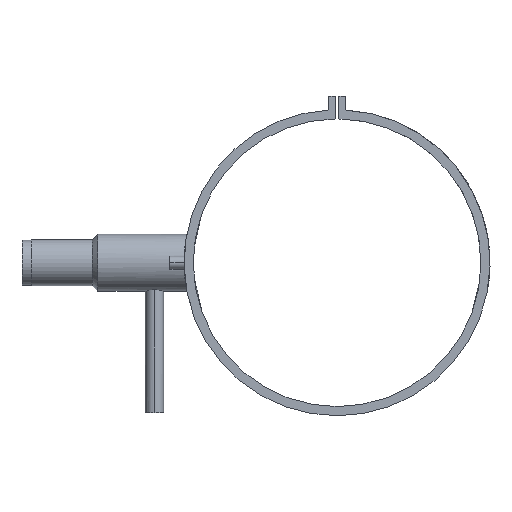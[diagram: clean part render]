
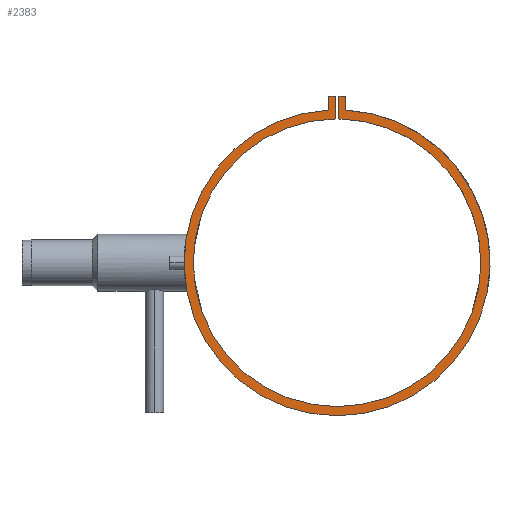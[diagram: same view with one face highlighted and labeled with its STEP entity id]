
A CAD part, left-side view. The second image highlights one B-rep face of the part: STEP entity #2383.
In plain terms, the highlighted planar face has unit normal (-1, 0, 0).
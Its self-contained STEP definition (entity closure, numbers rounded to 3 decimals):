
#245 = EDGE_CURVE ( 'NONE', #259, #800, #1449, .T. ) ;
#259 = VERTEX_POINT ( 'NONE', #710 ) ;
#262 = CARTESIAN_POINT ( 'NONE',  ( -80., 0., 0. ) ) ;
#316 = EDGE_CURVE ( 'NONE', #1632, #2189, #1472, .T. ) ;
#343 = CARTESIAN_POINT ( 'NONE',  ( -80., -9., 182.258 ) ) ;
#391 = EDGE_CURVE ( 'NONE', #800, #397, #922, .T. ) ;
#397 = VERTEX_POINT ( 'NONE', #718 ) ;
#492 = DIRECTION ( 'NONE',  ( 0., -1., 0. ) ) ;
#494 = DIRECTION ( 'NONE',  ( 0., -1., 0. ) ) ;
#505 = EDGE_CURVE ( 'NONE', #1126, #1476, #579, .T. ) ;
#542 = ORIENTED_EDGE ( 'NONE', *, *, #505, .F. ) ;
#550 = AXIS2_PLACEMENT_3D ( 'NONE', #760, #1506, #2243 ) ;
#555 = CIRCLE ( 'NONE', #550, 157.5 ) ;
#561 = CARTESIAN_POINT ( 'NONE',  ( -80., 2., 182.258 ) ) ;
#579 = LINE ( 'NONE', #1345, #1101 ) ;
#597 = DIRECTION ( 'NONE',  ( 1., 0., 0. ) ) ;
#598 = VECTOR ( 'NONE', #1144, 1000. ) ;
#681 = EDGE_CURVE ( 'NONE', #1476, #1341, #1451, .T. ) ;
#710 = CARTESIAN_POINT ( 'NONE',  ( -80., 9., 182.258 ) ) ;
#718 = CARTESIAN_POINT ( 'NONE',  ( -80., 2., 157.487 ) ) ;
#760 = CARTESIAN_POINT ( 'NONE',  ( -80., 0., 0. ) ) ;
#783 = EDGE_CURVE ( 'NONE', #1341, #1632, #2056, .T. ) ;
#784 = DIRECTION ( 'NONE',  ( 0., 0., 1. ) ) ;
#799 = EDGE_CURVE ( 'NONE', #397, #1126, #555, .T. ) ;
#800 = VERTEX_POINT ( 'NONE', #561 ) ;
#822 = VECTOR ( 'NONE', #494, 1000. ) ;
#843 = CARTESIAN_POINT ( 'NONE',  ( -80., -2., 157.487 ) ) ;
#922 = LINE ( 'NONE', #1649, #1319 ) ;
#1073 = DIRECTION ( 'NONE',  ( 1., 0., 0. ) ) ;
#1101 = VECTOR ( 'NONE', #2084, 1000. ) ;
#1126 = VERTEX_POINT ( 'NONE', #843 ) ;
#1142 = AXIS2_PLACEMENT_3D ( 'NONE', #262, #1073, #1804 ) ;
#1144 = DIRECTION ( 'NONE',  ( 0., 0., -1. ) ) ;
#1234 = CARTESIAN_POINT ( 'NONE',  ( -80., -9., 182.258 ) ) ;
#1252 = FACE_OUTER_BOUND ( 'NONE', #2299, .T. ) ;
#1266 = CARTESIAN_POINT ( 'NONE',  ( -80., -9., 167.258 ) ) ;
#1319 = VECTOR ( 'NONE', #2372, 1000. ) ;
#1341 = VERTEX_POINT ( 'NONE', #1234 ) ;
#1345 = CARTESIAN_POINT ( 'NONE',  ( -80., -2., 182.258 ) ) ;
#1363 = DIRECTION ( 'NONE',  ( 0., 0., -1. ) ) ;
#1403 = VECTOR ( 'NONE', #784, 1000. ) ;
#1440 = AXIS2_PLACEMENT_3D ( 'NONE', #2275, #597, #1363 ) ;
#1449 = LINE ( 'NONE', #2190, #1591 ) ;
#1451 = LINE ( 'NONE', #2192, #822 ) ;
#1472 = CIRCLE ( 'NONE', #1440, 167.5 ) ;
#1476 = VERTEX_POINT ( 'NONE', #2340 ) ;
#1506 = DIRECTION ( 'NONE',  ( -1., 0., 0. ) ) ;
#1531 = ORIENTED_EDGE ( 'NONE', *, *, #799, .F. ) ;
#1591 = VECTOR ( 'NONE', #492, 1000. ) ;
#1632 = VERTEX_POINT ( 'NONE', #1266 ) ;
#1649 = CARTESIAN_POINT ( 'NONE',  ( -80., 2., 182.258 ) ) ;
#1708 = LINE ( 'NONE', #2425, #1403 ) ;
#1798 = EDGE_CURVE ( 'NONE', #2189, #259, #1708, .T. ) ;
#1804 = DIRECTION ( 'NONE',  ( 0., 0., -1. ) ) ;
#1839 = ORIENTED_EDGE ( 'NONE', *, *, #316, .F. ) ;
#1988 = PLANE ( 'NONE',  #1142 ) ;
#2056 = LINE ( 'NONE', #343, #598 ) ;
#2074 = ORIENTED_EDGE ( 'NONE', *, *, #245, .F. ) ;
#2084 = DIRECTION ( 'NONE',  ( 0., 0., 1. ) ) ;
#2189 = VERTEX_POINT ( 'NONE', #2269 ) ;
#2190 = CARTESIAN_POINT ( 'NONE',  ( -80., 9., 182.258 ) ) ;
#2192 = CARTESIAN_POINT ( 'NONE',  ( -80., -2., 182.258 ) ) ;
#2243 = DIRECTION ( 'NONE',  ( 0., 0., -1. ) ) ;
#2269 = CARTESIAN_POINT ( 'NONE',  ( -80., 9., 167.258 ) ) ;
#2275 = CARTESIAN_POINT ( 'NONE',  ( -80., 0., 0. ) ) ;
#2279 = ORIENTED_EDGE ( 'NONE', *, *, #783, .F. ) ;
#2299 = EDGE_LOOP ( 'NONE', ( #1839, #2279, #2356, #542, #1531, #2379, #2074, #2474 ) ) ;
#2340 = CARTESIAN_POINT ( 'NONE',  ( -80., -2., 182.258 ) ) ;
#2356 = ORIENTED_EDGE ( 'NONE', *, *, #681, .F. ) ;
#2372 = DIRECTION ( 'NONE',  ( 0., 0., -1. ) ) ;
#2379 = ORIENTED_EDGE ( 'NONE', *, *, #391, .F. ) ;
#2383 = ADVANCED_FACE ( 'NONE', ( #1252 ), #1988, .F. ) ;
#2425 = CARTESIAN_POINT ( 'NONE',  ( -80., 9., 182.258 ) ) ;
#2474 = ORIENTED_EDGE ( 'NONE', *, *, #1798, .F. ) ;
